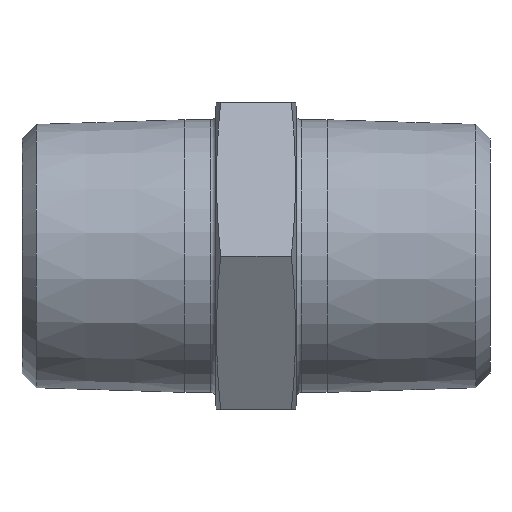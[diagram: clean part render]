
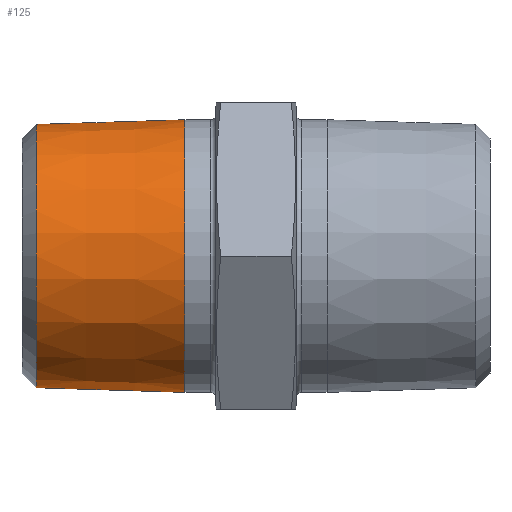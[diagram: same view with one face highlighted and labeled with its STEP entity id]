
A CAD part, front view. The second image highlights one B-rep face of the part: STEP entity #125.
In plain terms, the highlighted conical face has half-angle 1.79 degrees and reference radius 8.33 mm.
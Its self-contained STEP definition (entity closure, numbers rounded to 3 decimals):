
#125 = ADVANCED_FACE ( 'NONE', ( #9066, #13234 ), #4701, .T. ) ;
#439 = ORIENTED_EDGE ( 'NONE', *, *, #2163, .T. ) ;
#908 = CARTESIAN_POINT ( 'NONE',  ( -8.1, 0., 0. ) ) ;
#1226 = CIRCLE ( 'NONE', #13826, 8.158 ) ;
#2163 = EDGE_CURVE ( 'NONE', #12103, #12103, #12517, .T. ) ;
#3460 = CARTESIAN_POINT ( 'NONE',  ( -4.4, 0., 0. ) ) ;
#4701 = CONICAL_SURFACE ( 'NONE', #9339, 8.33, 0.031 ) ;
#6291 = CARTESIAN_POINT ( 'NONE',  ( -4.4, 0., 8.446 ) ) ;
#6573 = CARTESIAN_POINT ( 'NONE',  ( -13.612, 0., 8.158 ) ) ;
#7587 = CARTESIAN_POINT ( 'NONE',  ( -13.612, 0., 0. ) ) ;
#8952 = DIRECTION ( 'NONE',  ( -1., 0., 0. ) ) ;
#9066 = FACE_BOUND ( 'NONE', #12096, .T. ) ;
#9339 = AXIS2_PLACEMENT_3D ( 'NONE', #908, #14591, #11875 ) ;
#10555 = DIRECTION ( 'NONE',  ( 1., 0., 0. ) ) ;
#11875 = DIRECTION ( 'NONE',  ( 0., 0., -1. ) ) ;
#12096 = EDGE_LOOP ( 'NONE', ( #15629 ) ) ;
#12103 = VERTEX_POINT ( 'NONE', #6291 ) ;
#12119 = DIRECTION ( 'NONE',  ( 0., 0., 1. ) ) ;
#12212 = EDGE_LOOP ( 'NONE', ( #439 ) ) ;
#12517 = CIRCLE ( 'NONE', #16292, 8.446 ) ;
#13234 = FACE_OUTER_BOUND ( 'NONE', #12212, .T. ) ;
#13826 = AXIS2_PLACEMENT_3D ( 'NONE', #7587, #10555, #12119 ) ;
#14466 = DIRECTION ( 'NONE',  ( 0., 0., 1. ) ) ;
#14591 = DIRECTION ( 'NONE',  ( 1., 0., 0. ) ) ;
#14724 = VERTEX_POINT ( 'NONE', #6573 ) ;
#15629 = ORIENTED_EDGE ( 'NONE', *, *, #15857, .T. ) ;
#15857 = EDGE_CURVE ( 'NONE', #14724, #14724, #1226, .T. ) ;
#16292 = AXIS2_PLACEMENT_3D ( 'NONE', #3460, #8952, #14466 ) ;
